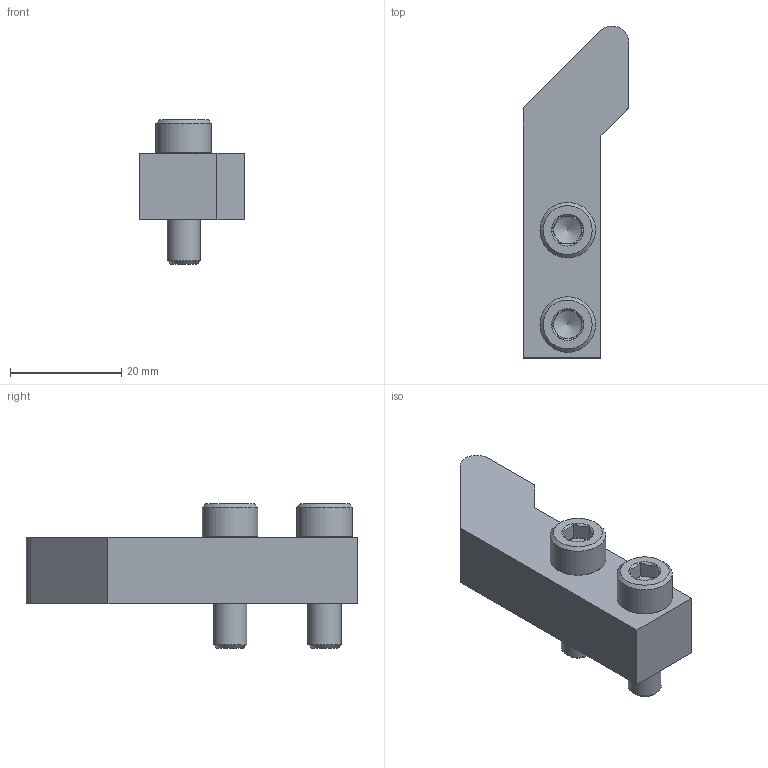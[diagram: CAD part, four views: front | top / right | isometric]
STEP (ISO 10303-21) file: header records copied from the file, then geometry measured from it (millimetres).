
FILE_DESCRIPTION(/* description */ ('STEP AP214'),/* implementation_level */ '2;1');
FILE_NAME(/* name */ '549607_KTH-50_63_80',/* time_stamp */ '2024-08-29T19:17:47+02:00',/* author */ ('License CC BY-ND 4.0'),/* organization */ ('CADENAS'),/* preprocessor_version */ 'ST-DEVELOPER v19.3',/* originating_system */ 'PARTsolutions',/* authorisation */ ' ');
FILE_SCHEMA (('AUTOMOTIVE_DESIGN {1 0 10303 214 3 1 1}'));
Length unit declared in the file: millimetre
Products named in the file (3): 549607 KTH-50/63/80; 711015 KTH-50/63/80_SH; DIN-912 - M6x20(F)
Assembly tree (3 placements, depth 2):
  549607 KTH-50/63/80
    711015 KTH-50/63/80_SH
    DIN-912 - M6x20(F)  x2
Bounding box: 19 x 59.75 x 26 mm (x, y, z)
Volume: 10827.1 mm3; surface area: 5224.2 mm2
Topology: 3 solids, 3 shells, 67 faces, 133 edges, 74 vertices
Faces by surface type: plane 38, cone 22, cylinder 7
Full cylindrical faces by diameter (mm): 6 x2, 6.6 x2, 10 x2
Entity records: 1048 total; most frequent: CARTESIAN_POINT 181, DIRECTION 175, ORIENTED_EDGE 138, EDGE_CURVE 69, AXIS2_PLACEMENT_3D 69, FACE_BOUND 54, EDGE_LOOP 53, VERTEX_POINT 45
